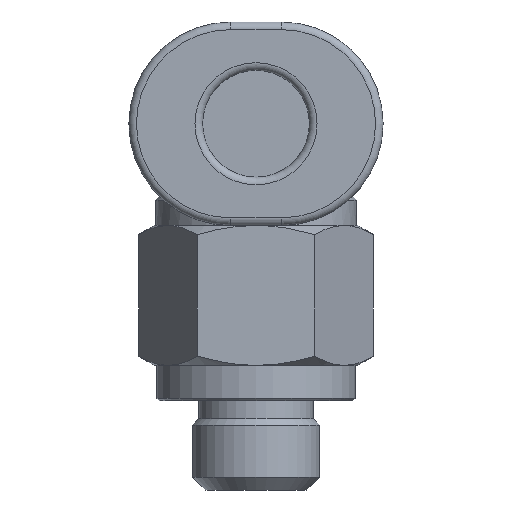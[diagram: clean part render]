
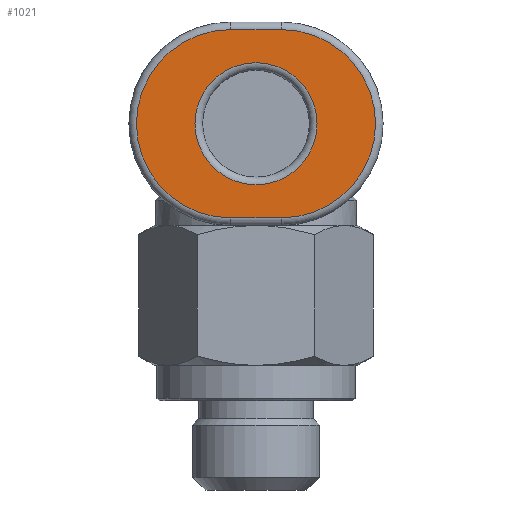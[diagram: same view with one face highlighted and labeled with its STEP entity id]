
A CAD part, front view. The second image highlights one B-rep face of the part: STEP entity #1021.
In plain terms, the highlighted planar face has unit normal (0, -1, 0).
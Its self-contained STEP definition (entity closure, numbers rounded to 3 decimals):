
#49=PLANE('',#1160);
#91=LINE('',#1690,#136);
#94=LINE('',#1699,#139);
#136=VECTOR('',#1362,2.);
#139=VECTOR('',#1371,2.);
#216=FACE_BOUND('',#347,.T.);
#249=FACE_OUTER_BOUND('',#346,.T.);
#346=EDGE_LOOP('',(#772,#773,#774,#775));
#347=EDGE_LOOP('',(#776));
#421=CIRCLE('',#1130,2.4);
#430=CIRCLE('',#1147,3.7);
#436=CIRCLE('',#1156,3.7);
#488=VERTEX_POINT('',#1650);
#499=VERTEX_POINT('',#1680);
#500=VERTEX_POINT('',#1681);
#503=VERTEX_POINT('',#1689);
#506=VERTEX_POINT('',#1697);
#581=EDGE_CURVE('',#488,#488,#421,.T.);
#592=EDGE_CURVE('',#499,#500,#430,.T.);
#596=EDGE_CURVE('',#500,#503,#91,.T.);
#601=EDGE_CURVE('',#506,#499,#94,.T.);
#602=EDGE_CURVE('',#503,#506,#436,.T.);
#772=ORIENTED_EDGE('',*,*,#592,.F.);
#773=ORIENTED_EDGE('',*,*,#601,.F.);
#774=ORIENTED_EDGE('',*,*,#602,.F.);
#775=ORIENTED_EDGE('',*,*,#596,.F.);
#776=ORIENTED_EDGE('',*,*,#581,.F.);
#1021=ADVANCED_FACE('',(#249,#216),#49,.F.);
#1130=AXIS2_PLACEMENT_3D('',#1651,#1316,#1317);
#1147=AXIS2_PLACEMENT_3D('',#1682,#1352,#1353);
#1156=AXIS2_PLACEMENT_3D('',#1701,#1374,#1375);
#1160=AXIS2_PLACEMENT_3D('',#1708,#1385,#1386);
#1316=DIRECTION('center_axis',(0.,-1.,0.));
#1317=DIRECTION('ref_axis',(1.,0.,0.));
#1352=DIRECTION('center_axis',(0.,1.,0.));
#1353=DIRECTION('ref_axis',(-1.,0.,0.));
#1362=DIRECTION('',(1.,0.,0.));
#1371=DIRECTION('',(-1.,0.,0.));
#1374=DIRECTION('center_axis',(0.,1.,0.));
#1375=DIRECTION('ref_axis',(1.,0.,0.));
#1385=DIRECTION('center_axis',(0.,1.,0.));
#1386=DIRECTION('ref_axis',(1.,0.,0.));
#1650=CARTESIAN_POINT('',(120.362,-2.7,-50.859));
#1651=CARTESIAN_POINT('Origin',(122.762,-2.7,-50.859));
#1680=CARTESIAN_POINT('',(121.762,-2.7,-54.559));
#1681=CARTESIAN_POINT('',(121.762,-2.7,-47.159));
#1682=CARTESIAN_POINT('Origin',(121.762,-2.7,-50.859));
#1689=CARTESIAN_POINT('',(123.762,-2.7,-47.159));
#1690=CARTESIAN_POINT('',(121.762,-2.7,-47.159));
#1697=CARTESIAN_POINT('',(123.762,-2.7,-54.559));
#1699=CARTESIAN_POINT('',(123.762,-2.7,-54.559));
#1701=CARTESIAN_POINT('Origin',(123.762,-2.7,-50.859));
#1708=CARTESIAN_POINT('Origin',(122.762,-2.7,-50.859));
